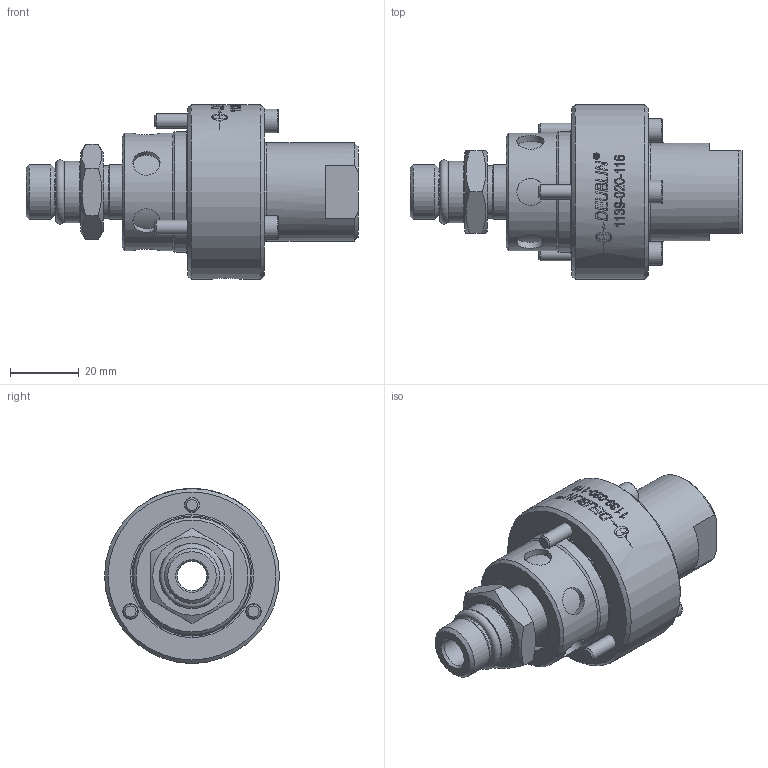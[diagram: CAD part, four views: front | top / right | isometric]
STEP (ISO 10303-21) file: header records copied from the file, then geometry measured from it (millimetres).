
FILE_DESCRIPTION(/* description */ (''),/* implementation_level */ '2;1');
FILE_NAME(/* name */ '1139-020-116-IC_Rev_B.stp',/* time_stamp */ '2020-05-15T14:30:08-05:00',/* author */ ('Moorera'),/* organization */ (''),/* preprocessor_version */ 'ST-DEVELOPER v18.1',/* originating_system */ 'Autodesk Inventor 2020',/* authorisation */ '');
FILE_SCHEMA (('AUTOMOTIVE_DESIGN { 1 0 10303 214 3 1 1 }'));
Length unit declared in the file: millimetre
Products named in the file (1): 1139-020-116-IC_Rev_B
Bounding box: 96.48 x 50.8 x 50.8 mm (x, y, z)
Volume: 78075.1 mm3; surface area: 20690.7 mm2
Topology: 2 solids, 2 shells, 410 faces, 1087 edges, 739 vertices
Faces by surface type: plane 184, bspline 119, cylinder 74, cone 23, torus 10
Full cylindrical faces by diameter (mm): 3.6 x1, 4.166 x3, 4.5 x3, 6.858 x3, 7.9 x6, 7.95 x1, 8.5 x1, 13.5 x2, 13.889 x1, 15.3 x1, 15.863 x1, 16 x1, 17.991 x1, 23.4 x1, 28.5 x1, 34.1 x1, 34.9 x1, 35.8 x1, 50.8 x1
Entity records: 17182 total; most frequent: CARTESIAN_POINT 7350, ORIENTED_EDGE 2168, DIRECTION 1720, EDGE_CURVE 1084, VERTEX_POINT 739, AXIS2_PLACEMENT_3D 655, EDGE_LOOP 475, LINE 410
